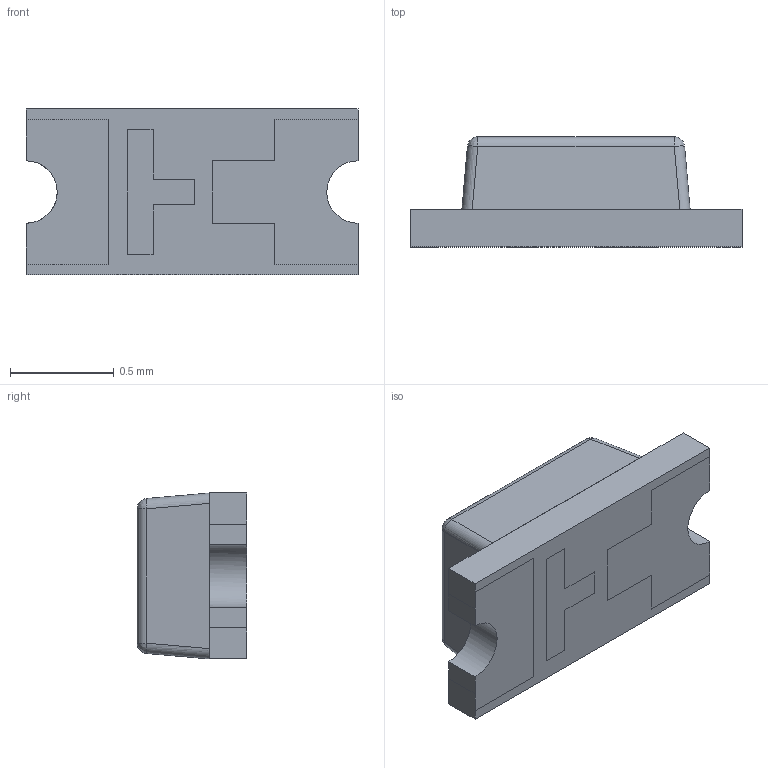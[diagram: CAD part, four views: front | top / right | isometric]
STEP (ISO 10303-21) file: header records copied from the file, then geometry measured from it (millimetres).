
FILE_DESCRIPTION(/* description */ (''),/* implementation_level */ '2;1');
FILE_NAME(/* name */ 'LE1850~1',/* time_stamp */ '2018-02-21T20:49:58+03:00',/* author */ (''),/* organization */ (''),/* preprocessor_version */ 'ST-DEVELOPER v15',/* originating_system */ '',/* authorisation */ '');
FILE_SCHEMA (('AUTOMOTIVE_DESIGN'));
Length unit declared in the file: millimetre
Products named in the file (1): Document
Bounding box: 1.6 x 0.53 x 0.8 mm (x, y, z)
Volume: 0.5 mm3; surface area: 7 mm2
Topology: 3 solids, 3 shells, 43 faces, 116 edges, 76 vertices
Faces by surface type: plane 29, bspline 14
Entity records: 1501 total; most frequent: CARTESIAN_POINT 723, ORIENTED_EDGE 224, EDGE_CURVE 112, B_SPLINE_CURVE_WITH_KNOTS 92, VERTEX_POINT 76, EDGE_LOOP 44, ADVANCED_FACE 43, FACE_OUTER_BOUND 43
